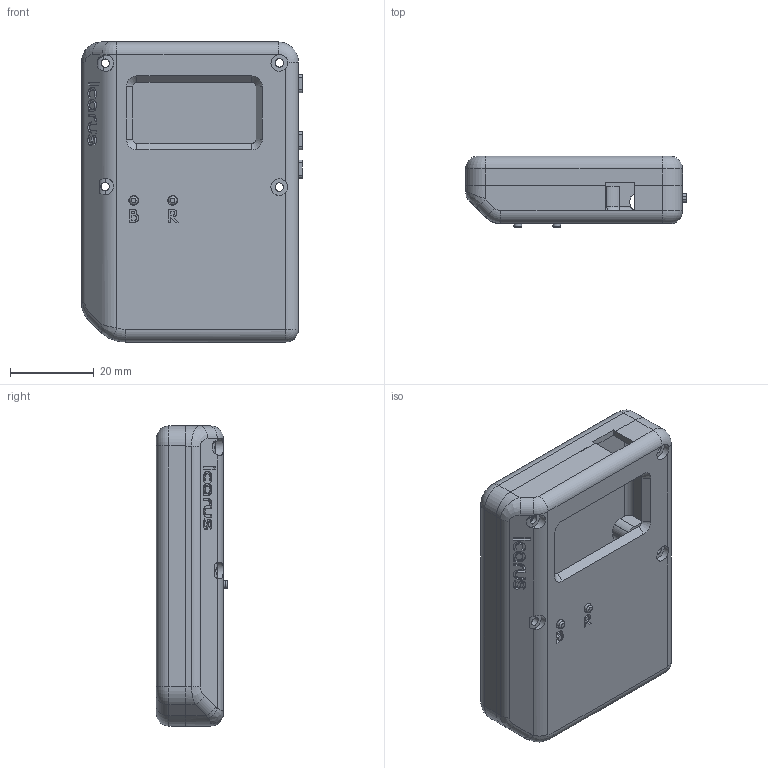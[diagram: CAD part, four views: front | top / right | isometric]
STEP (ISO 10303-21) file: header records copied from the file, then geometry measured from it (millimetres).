
FILE_DESCRIPTION(('HOOPS Exchange Step'),'2;1');
FILE_NAME('temp_export','2024-09-24T19:58:51+01:00',('mobile'),('Shapr3D Limited'),'HOOPS Exchange 2024.2','Shapr3D','Authorized');
FILE_SCHEMA( ('AP242_MANAGED_MODEL_BASED_3D_ENGINEERING_MIM_LF {1 0 10303 442 1 1 4 }') );
Length unit declared in the file: millimetre
Products named in the file (2): CAD; root
Assembly tree (1 placements, depth 2):
  root
    CAD
Bounding box: 52.67 x 17 x 71.5 mm (x, y, z)
Volume: 17504.6 mm3; surface area: 20396.3 mm2
Topology: 4 solids, 4 shells, 451 faces, 1233 edges, 796 vertices
Faces by surface type: plane 229, cylinder 143, bspline 50, torus 16, cone 8, sphere 5
Full cylindrical faces by diameter (mm): 1.7 x2, 1.9 x2, 2 x12, 2.3 x2, 4 x2
Entity records: 19899 total; most frequent: CARTESIAN_POINT 8421, ORIENTED_EDGE 2452, DIRECTION 2271, EDGE_CURVE 1226, VERTEX_POINT 796, VECTOR 767, LINE 767, AXIS2_PLACEMENT_3D 752
